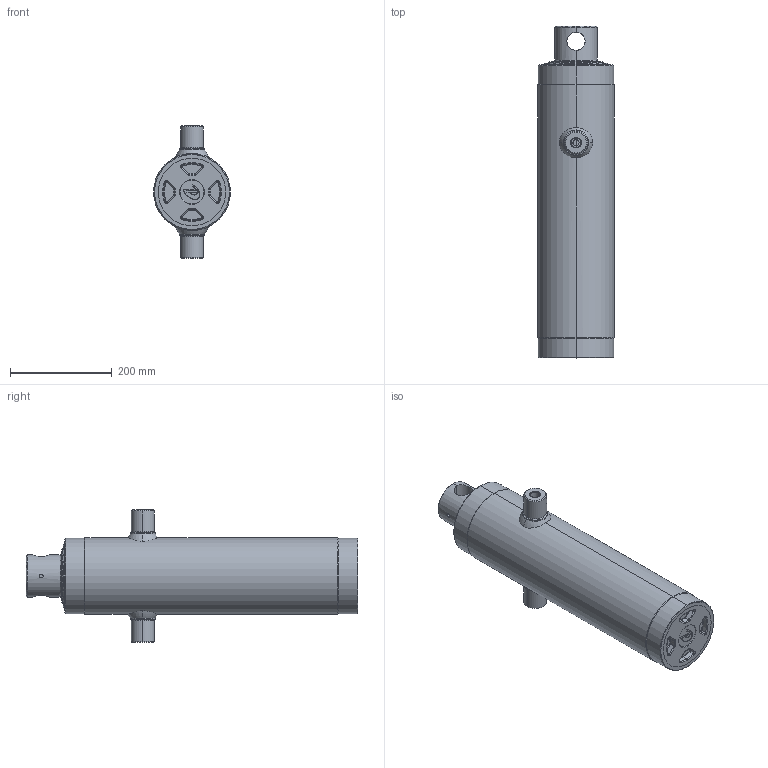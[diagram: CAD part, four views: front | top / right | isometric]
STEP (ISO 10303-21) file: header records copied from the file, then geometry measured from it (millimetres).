
FILE_DESCRIPTION (( 'STEP AP203' ), '1' );
FILE_NAME ('315.I.STEP', '2014-10-14T12:21:04', ( '' ), ( '' ), 'SwSTEP 2.0', 'SolidWorks 2013', '' );
FILE_SCHEMA (( 'CONFIG_CONTROL_DESIGN' ));
Length unit declared in the file: millimetre
Products named in the file (1): 315.I
Bounding box: 151.5 x 654 x 260.5 mm (x, y, z)
Surface area: 894712.5 mm2 (no closed solid volume)
Topology: 0 solids, 13 shells, 213 faces, 596 edges, 378 vertices
Faces by surface type: cylinder 66, cone 64, torus 50, plane 27, bspline 5, sphere 1
Entity records: 8656 total; most frequent: CARTESIAN_POINT 3136, DIRECTION 1282, ORIENTED_EDGE 976, EDGE_CURVE 594, AXIS2_PLACEMENT_3D 542, VERTEX_POINT 377, CIRCLE 333, EDGE_LOOP 227
